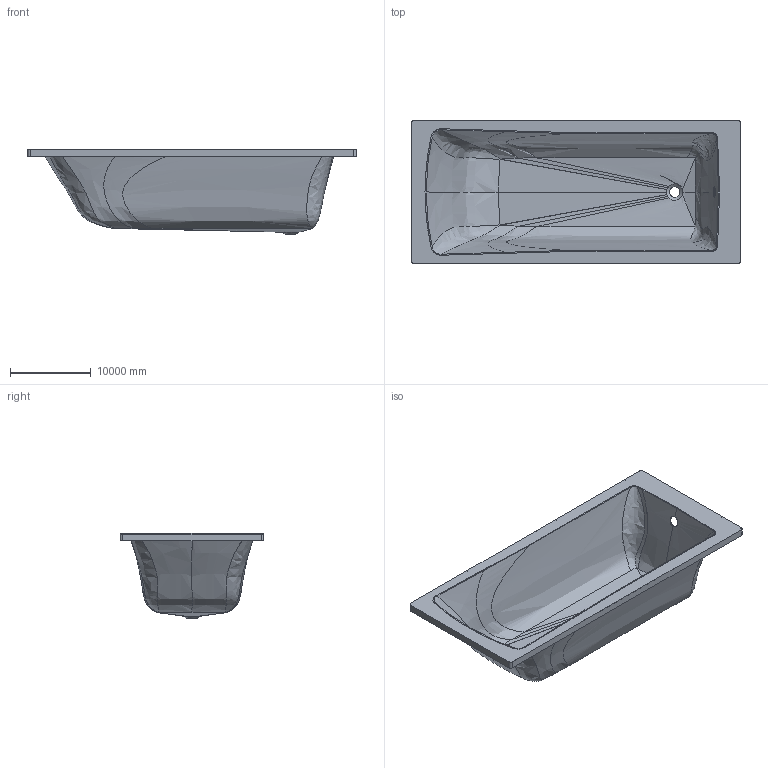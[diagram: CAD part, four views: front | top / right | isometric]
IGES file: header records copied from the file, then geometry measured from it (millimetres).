
Global section: file name: BSA-1602HWC_1; native system: AutoCAD 2016 - English; preprocessor: Autodesk Translation Framework DWG producer (atf_dwg_producer); organization: unknown; date: 20170428.094544; units: inch
Bounding box: 40640 x 17780 x 10541 mm (x, y, z)
Volume: 202532441224.6 mm3; surface area: 2859350274.3 mm2
Topology: 2 solids, 2 shells, 91 faces, 257 edges, 168 vertices
Faces by surface type: bspline 91
